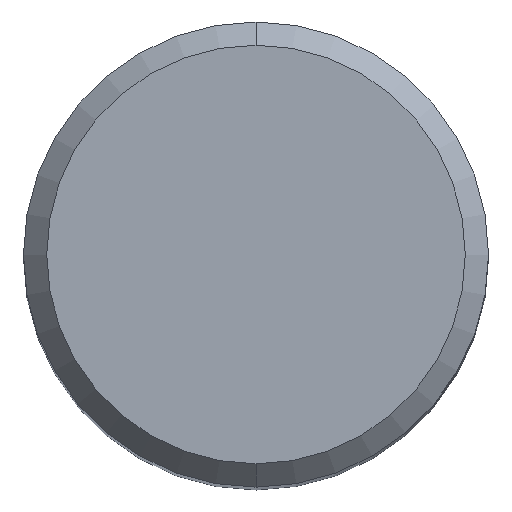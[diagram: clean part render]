
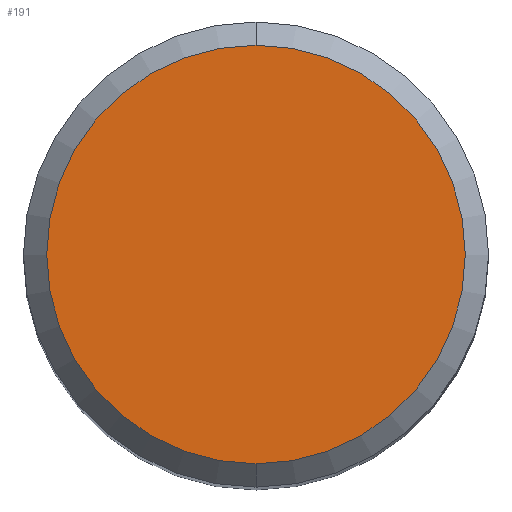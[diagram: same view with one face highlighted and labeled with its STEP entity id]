
A CAD part, top view. The second image highlights one B-rep face of the part: STEP entity #191.
In plain terms, the highlighted planar face has unit normal (0, 0, 1).
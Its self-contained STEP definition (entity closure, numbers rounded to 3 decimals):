
#135=EDGE_CURVE('',#137,#139,#292,.T.);
#137=VERTEX_POINT('',#294);
#139=VERTEX_POINT('',#296);
#179=EDGE_CURVE('',#139,#137,#341,.T.);
#191=ADVANCED_FACE('',(#353),#354,.T.);
#292=CIRCLE('',#466,5.4);
#294=CARTESIAN_POINT('',(0.,-5.4,0.0));
#296=CARTESIAN_POINT('',(0.0,5.4,0.0));
#341=CIRCLE('',#524,5.4);
#353=FACE_OUTER_BOUND('',#540,.T.);
#354=PLANE('',#541);
#466=AXIS2_PLACEMENT_3D('',#660,#661,#662);
#524=AXIS2_PLACEMENT_3D('',#715,#716,#717);
#540=EDGE_LOOP('',(#725,#726));
#541=AXIS2_PLACEMENT_3D('',#727,#728,#729);
#660=CARTESIAN_POINT('',(0.0,0.0,0.0));
#661=DIRECTION('',(0.0,0.0,-1.0));
#662=DIRECTION('',(0.0,1.0,0.0));
#715=CARTESIAN_POINT('',(0.0,0.0,0.0));
#716=DIRECTION('',(0.0,0.0,-1.0));
#717=DIRECTION('',(0.0,1.0,0.0));
#725=ORIENTED_EDGE('',*,*,#179,.F.);
#726=ORIENTED_EDGE('',*,*,#135,.F.);
#727=CARTESIAN_POINT('',(0.0,2.7,0.0));
#728=DIRECTION('',(-0.0,0.0,1.0));
#729=DIRECTION('',(0.0,-1.0,0.0));
